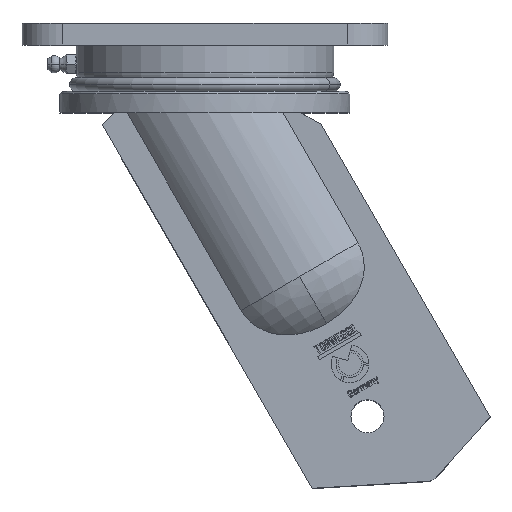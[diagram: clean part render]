
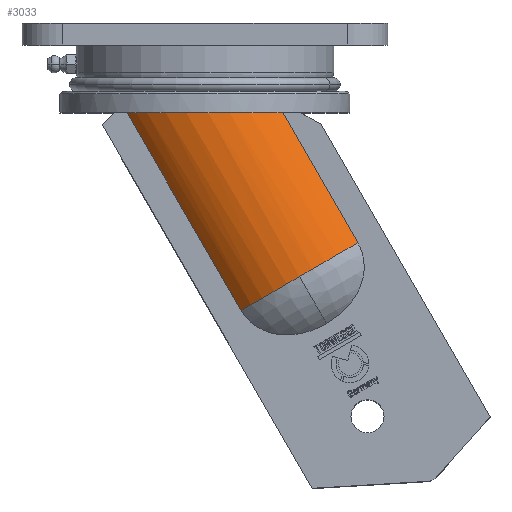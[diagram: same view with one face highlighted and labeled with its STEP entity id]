
A CAD part, top view. The second image highlights one B-rep face of the part: STEP entity #3033.
In plain terms, the highlighted cylindrical face has radius 36 mm (diameter 72 mm), a partial arc.
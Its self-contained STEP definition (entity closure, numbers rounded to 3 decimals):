
#150 = CARTESIAN_POINT ( 'NONE',  ( 56.46, -80.992, 40. ) ) ;
#1047 = DIRECTION ( 'NONE',  ( 0., 0., -1. ) ) ;
#1784 = CYLINDRICAL_SURFACE ( 'NONE', #13134, 36. ) ;
#2083 = ORIENTED_EDGE ( 'NONE', *, *, #15382, .T. ) ;
#2172 = ORIENTED_EDGE ( 'NONE', *, *, #15852, .T. ) ;
#2515 = ORIENTED_EDGE ( 'NONE', *, *, #15281, .T. ) ;
#3033 = ADVANCED_FACE ( 'NONE', ( #21679 ), #1784, .T. ) ;
#3042 = CIRCLE ( 'NONE', #18747, 36. ) ;
#3788 = DIRECTION ( 'NONE',  ( 0.5, -0.866, 0. ) ) ;
#3871 = VERTEX_POINT ( 'NONE', #10145 ) ;
#4614 = EDGE_LOOP ( 'NONE', ( #2172, #6170, #2515, #2083, #14787 ) ) ;
#4897 = DIRECTION ( 'NONE',  ( 0., 0., -1. ) ) ;
#5185 = CARTESIAN_POINT ( 'NONE',  ( 28.752, -33., 40. ) ) ;
#5275 = CARTESIAN_POINT ( 'NONE',  ( 34.896, -93.442, 50. ) ) ;
#5695 = DIRECTION ( 'NONE',  ( 0., 0., -1. ) ) ;
#6170 = ORIENTED_EDGE ( 'NONE', *, *, #11752, .T. ) ;
#6193 = CARTESIAN_POINT ( 'NONE',  ( 11.46, -3.05, 40. ) ) ;
#8304 = VERTEX_POINT ( 'NONE', #5185 ) ;
#8378 = VERTEX_POINT ( 'NONE', #150 ) ;
#8832 = CARTESIAN_POINT ( 'NONE',  ( 34.896, -93.442, 14. ) ) ;
#9071 = CARTESIAN_POINT ( 'NONE',  ( 11.762, -33., 54.091 ) ) ;
#10145 = CARTESIAN_POINT ( 'NONE',  ( -28.752, -33., 40. ) ) ;
#11100 = VERTEX_POINT ( 'NONE', #17645 ) ;
#11129 = LINE ( 'NONE', #14835, #12994 ) ;
#11752 = EDGE_CURVE ( 'NONE', #8304, #3871, #16337, .T. ) ;
#12177 = DIRECTION ( 'NONE',  ( -0.5, 0.866, 0. ) ) ;
#12574 = CARTESIAN_POINT ( 'NONE',  ( -10.104, -15.5, 14. ) ) ;
#12755 = EDGE_CURVE ( 'NONE', #17231, #8378, #3042, .T. ) ;
#12994 = VECTOR ( 'NONE', #3788, 1000. ) ;
#13134 = AXIS2_PLACEMENT_3D ( 'NONE', #12574, #19533, #4897 ) ;
#14787 = ORIENTED_EDGE ( 'NONE', *, *, #12755, .T. ) ;
#14835 = CARTESIAN_POINT ( 'NONE',  ( -31.667, -27.95, 40. ) ) ;
#15281 = EDGE_CURVE ( 'NONE', #3871, #11100, #11129, .T. ) ;
#15283 = AXIS2_PLACEMENT_3D ( 'NONE', #8832, #15921, #1047 ) ;
#15382 = EDGE_CURVE ( 'NONE', #11100, #17231, #17998, .T. ) ;
#15852 = EDGE_CURVE ( 'NONE', #8378, #8304, #22623, .T. ) ;
#15921 = DIRECTION ( 'NONE',  ( -0.5, 0.866, 0. ) ) ;
#16056 = VECTOR ( 'NONE', #12177, 1000. ) ;
#16337 =( BOUNDED_CURVE ( )  B_SPLINE_CURVE ( 3, ( #22243, #9071, #18665, #23690 ),
 .UNSPECIFIED., .F., .F. ) 
 B_SPLINE_CURVE_WITH_KNOTS ( ( 4, 4 ),
 ( 0.807, 2.335 ),
 .UNSPECIFIED. ) 
 CURVE ( )  GEOMETRIC_REPRESENTATION_ITEM ( )  RATIONAL_B_SPLINE_CURVE ( ( 1., 0.815, 0.815, 1. ) ) 
 REPRESENTATION_ITEM ( '' )  );
#17231 = VERTEX_POINT ( 'NONE', #5275 ) ;
#17645 = CARTESIAN_POINT ( 'NONE',  ( 13.333, -105.892, 40. ) ) ;
#17998 = CIRCLE ( 'NONE', #15283, 36. ) ;
#18201 = CARTESIAN_POINT ( 'NONE',  ( 34.896, -93.442, 14. ) ) ;
#18319 = DIRECTION ( 'NONE',  ( -0.5, 0.866, 0. ) ) ;
#18665 = CARTESIAN_POINT ( 'NONE',  ( -11.762, -33., 54.091 ) ) ;
#18747 = AXIS2_PLACEMENT_3D ( 'NONE', #18201, #18319, #5695 ) ;
#19533 = DIRECTION ( 'NONE',  ( 0.5, -0.866, 0. ) ) ;
#21679 = FACE_OUTER_BOUND ( 'NONE', #4614, .T. ) ;
#22243 = CARTESIAN_POINT ( 'NONE',  ( 28.752, -33., 40. ) ) ;
#22623 = LINE ( 'NONE', #6193, #16056 ) ;
#23690 = CARTESIAN_POINT ( 'NONE',  ( -28.752, -33., 40. ) ) ;
